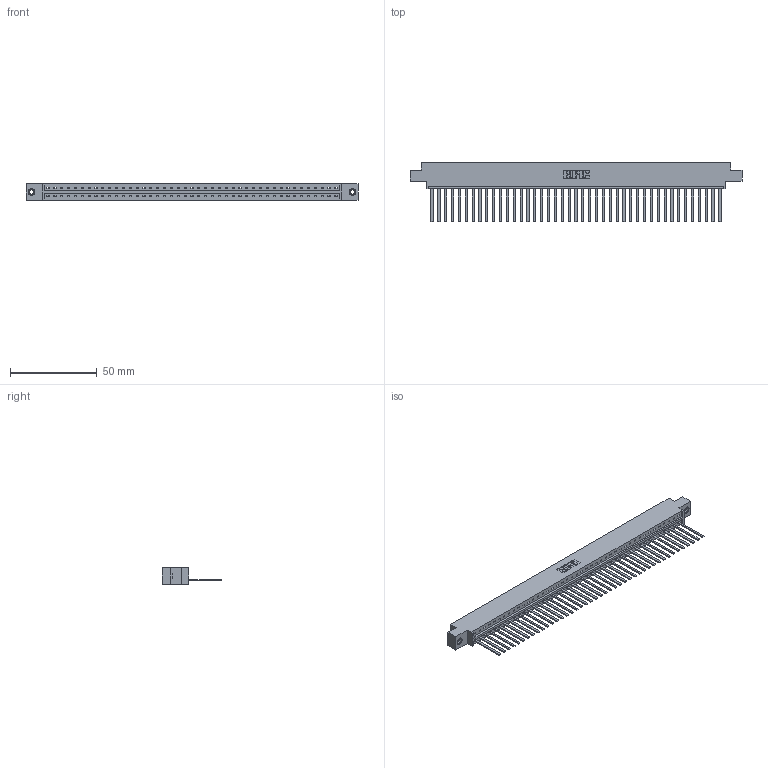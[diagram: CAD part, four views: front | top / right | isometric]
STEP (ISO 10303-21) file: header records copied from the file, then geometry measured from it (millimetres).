
FILE_DESCRIPTION (( 'STEP AP203' ), '1' );
FILE_NAME ('333-043-544-607.STEP', '2018-08-03T20:36:44', ( '' ), ( '' ), 'SwSTEP 2.0', 'SolidWorks 2016', '' );
FILE_SCHEMA (( 'CONFIG_CONTROL_DESIGN' ));
Length unit declared in the file: inch
Products named in the file (4): 345-250-001_345-250-005-103; 333-043-544-607; 333 Part_Offset - .156 Dia - TI; 345-292-001_345-293-144
Assembly tree (46 placements, depth 2):
  333-043-544-607
    333 Part_Offset - .156 Dia - TI
    345-292-001_345-293-144  x43
    345-250-001_345-250-005-103  x2
Bounding box: 191.92 x 34.3 x 9.4 mm (x, y, z)
Volume: 19578.1 mm3; surface area: 23044.6 mm2
Topology: 46 solids, 46 shells, 2414 faces, 7253 edges, 4770 vertices
Faces by surface type: plane 1740, cylinder 658, cone 12, torus 4
Entity records: 27292 total; most frequent: CARTESIAN_POINT 4690, ORIENTED_EDGE 4662, DIRECTION 3983, EDGE_CURVE 2331, LINE 2187, VECTOR 2187, VERTEX_POINT 1548, AXIS2_PLACEMENT_3D 898
